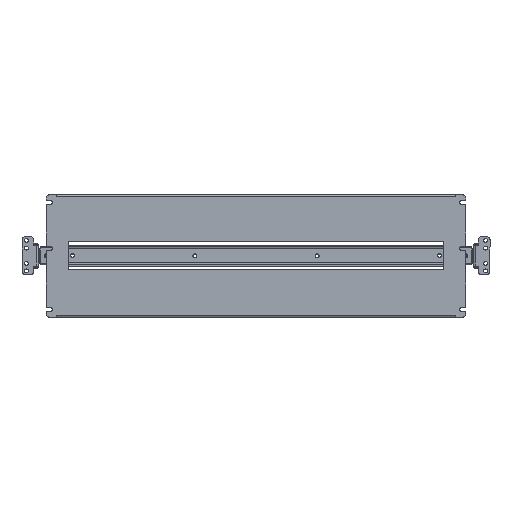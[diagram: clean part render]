
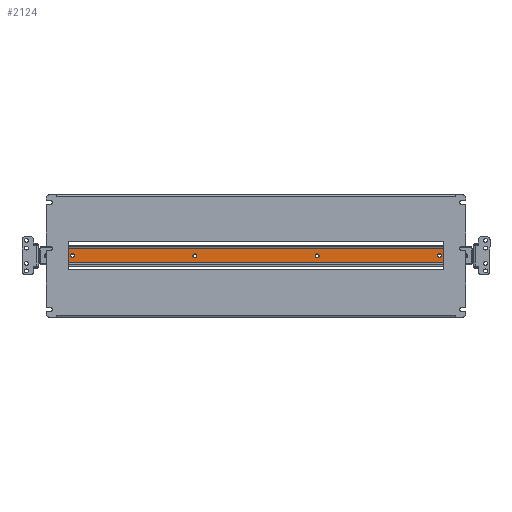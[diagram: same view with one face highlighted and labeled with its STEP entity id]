
A CAD part, top view. The second image highlights one B-rep face of the part: STEP entity #2124.
In plain terms, the highlighted planar face has unit normal (0, 0, 1).
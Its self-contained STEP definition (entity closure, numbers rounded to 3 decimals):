
#9 = EDGE_CURVE ( 'NONE', #1015, #17464, #23159, .T. ) ;
#467 = CIRCLE ( 'NONE', #18108, 3.1 ) ;
#583 = CARTESIAN_POINT ( 'NONE',  ( -325., -13., -61.3 ) ) ;
#809 = CARTESIAN_POINT ( 'NONE',  ( -100., -2.6, -61.3 ) ) ;
#889 = CARTESIAN_POINT ( 'NONE',  ( 325., -11.2, -61.3 ) ) ;
#1015 = VERTEX_POINT ( 'NONE', #889 ) ;
#2124 = ADVANCED_FACE ( 'NONE', ( #6492, #13170, #24327, #16032, #18253 ), #8886, .F. ) ;
#2283 = ORIENTED_EDGE ( 'NONE', *, *, #8747, .F. ) ;
#2303 = DIRECTION ( 'NONE',  ( 0., 0., 1. ) ) ;
#2763 = EDGE_CURVE ( 'NONE', #18529, #4367, #14689, .T. ) ;
#2872 = DIRECTION ( 'NONE',  ( 0., 0., -1. ) ) ;
#2891 = CARTESIAN_POINT ( 'NONE',  ( 100., 3.6, -61.3 ) ) ;
#3003 = CARTESIAN_POINT ( 'NONE',  ( 325., 12.2, -61.3 ) ) ;
#3033 = AXIS2_PLACEMENT_3D ( 'NONE', #13233, #2872, #9132 ) ;
#3525 = DIRECTION ( 'NONE',  ( 0., -1., 0. ) ) ;
#3918 = AXIS2_PLACEMENT_3D ( 'NONE', #22249, #26353, #14139 ) ;
#4160 = EDGE_LOOP ( 'NONE', ( #11673, #13193 ) ) ;
#4225 = DIRECTION ( 'NONE',  ( 0., -1., 0. ) ) ;
#4256 = EDGE_CURVE ( 'NONE', #22245, #17464, #13222, .T. ) ;
#4367 = VERTEX_POINT ( 'NONE', #17211 ) ;
#5011 = LINE ( 'NONE', #18442, #18031 ) ;
#6405 = CIRCLE ( 'NONE', #20802, 3.1 ) ;
#6492 = FACE_BOUND ( 'NONE', #24758, .T. ) ;
#6578 = VERTEX_POINT ( 'NONE', #6615 ) ;
#6615 = CARTESIAN_POINT ( 'NONE',  ( -300., -2.6, -61.3 ) ) ;
#7007 = DIRECTION ( 'NONE',  ( 0., 0., 1. ) ) ;
#7083 = DIRECTION ( 'NONE',  ( 0., 0., 1. ) ) ;
#7182 = VERTEX_POINT ( 'NONE', #16895 ) ;
#7256 = VERTEX_POINT ( 'NONE', #23233 ) ;
#7584 = DIRECTION ( 'NONE',  ( 0., 0., 1. ) ) ;
#8199 = CARTESIAN_POINT ( 'NONE',  ( 325., -11.2, -61.3 ) ) ;
#8747 = EDGE_CURVE ( 'NONE', #22543, #21582, #12061, .T. ) ;
#8835 = DIRECTION ( 'NONE',  ( -1., 0., 0. ) ) ;
#8886 = PLANE ( 'NONE',  #3033 ) ;
#9059 = CIRCLE ( 'NONE', #18611, 3.1 ) ;
#9132 = DIRECTION ( 'NONE',  ( 0., 1., 0. ) ) ;
#9214 = VERTEX_POINT ( 'NONE', #18515 ) ;
#9612 = ORIENTED_EDGE ( 'NONE', *, *, #26383, .F. ) ;
#10538 = DIRECTION ( 'NONE',  ( 0., -1., 0. ) ) ;
#10547 = CIRCLE ( 'NONE', #23032, 3.1 ) ;
#10873 = AXIS2_PLACEMENT_3D ( 'NONE', #11410, #7584, #15692 ) ;
#10876 = DIRECTION ( 'NONE',  ( 0., -1., 0. ) ) ;
#11171 = ORIENTED_EDGE ( 'NONE', *, *, #2763, .F. ) ;
#11410 = CARTESIAN_POINT ( 'NONE',  ( -100., 0.5, -61.3 ) ) ;
#11482 = CIRCLE ( 'NONE', #3918, 3.1 ) ;
#11673 = ORIENTED_EDGE ( 'NONE', *, *, #14559, .F. ) ;
#12061 = CIRCLE ( 'NONE', #22271, 3.1 ) ;
#13170 = FACE_BOUND ( 'NONE', #14281, .T. ) ;
#13193 = ORIENTED_EDGE ( 'NONE', *, *, #14730, .F. ) ;
#13222 = LINE ( 'NONE', #583, #18644 ) ;
#13233 = CARTESIAN_POINT ( 'NONE',  ( 325., -13., -61.3 ) ) ;
#13309 = DIRECTION ( 'NONE',  ( 0., -1., 0. ) ) ;
#13629 = ORIENTED_EDGE ( 'NONE', *, *, #16262, .T. ) ;
#13939 = EDGE_LOOP ( 'NONE', ( #24563, #2283 ) ) ;
#14139 = DIRECTION ( 'NONE',  ( 0., -1., 0. ) ) ;
#14281 = EDGE_LOOP ( 'NONE', ( #26144, #19047 ) ) ;
#14559 = EDGE_CURVE ( 'NONE', #7256, #15456, #23784, .T. ) ;
#14689 = CIRCLE ( 'NONE', #10873, 3.1 ) ;
#14709 = VECTOR ( 'NONE', #8835, 1000. ) ;
#14730 = EDGE_CURVE ( 'NONE', #15456, #7256, #9059, .T. ) ;
#15138 = EDGE_CURVE ( 'NONE', #9214, #6578, #467, .T. ) ;
#15456 = VERTEX_POINT ( 'NONE', #2891 ) ;
#15692 = DIRECTION ( 'NONE',  ( 0., -1., 0. ) ) ;
#15863 = CARTESIAN_POINT ( 'NONE',  ( -300., 0.5, -61.3 ) ) ;
#16032 = FACE_BOUND ( 'NONE', #4160, .T. ) ;
#16262 = EDGE_CURVE ( 'NONE', #7182, #22245, #23636, .T. ) ;
#16895 = CARTESIAN_POINT ( 'NONE',  ( 325., 12.2, -61.3 ) ) ;
#17211 = CARTESIAN_POINT ( 'NONE',  ( -100., 3.6, -61.3 ) ) ;
#17464 = VERTEX_POINT ( 'NONE', #23927 ) ;
#17805 = ORIENTED_EDGE ( 'NONE', *, *, #9, .F. ) ;
#17925 = DIRECTION ( 'NONE',  ( 0., 0., 1. ) ) ;
#17988 = DIRECTION ( 'NONE',  ( 0., 0., 1. ) ) ;
#18031 = VECTOR ( 'NONE', #4225, 1000. ) ;
#18108 = AXIS2_PLACEMENT_3D ( 'NONE', #15863, #17988, #22019 ) ;
#18186 = DIRECTION ( 'NONE',  ( -1., 0., 0. ) ) ;
#18253 = FACE_BOUND ( 'NONE', #13939, .T. ) ;
#18330 = EDGE_LOOP ( 'NONE', ( #25452, #17805, #21687, #13629 ) ) ;
#18442 = CARTESIAN_POINT ( 'NONE',  ( 325., -13., -61.3 ) ) ;
#18515 = CARTESIAN_POINT ( 'NONE',  ( -300., 3.6, -61.3 ) ) ;
#18529 = VERTEX_POINT ( 'NONE', #809 ) ;
#18611 = AXIS2_PLACEMENT_3D ( 'NONE', #26139, #17925, #3525 ) ;
#18644 = VECTOR ( 'NONE', #10876, 1000. ) ;
#18733 = EDGE_CURVE ( 'NONE', #7182, #1015, #5011, .T. ) ;
#19047 = ORIENTED_EDGE ( 'NONE', *, *, #15138, .F. ) ;
#19457 = CARTESIAN_POINT ( 'NONE',  ( 300., 0.5, -61.3 ) ) ;
#20713 = CARTESIAN_POINT ( 'NONE',  ( 300., -2.6, -61.3 ) ) ;
#20802 = AXIS2_PLACEMENT_3D ( 'NONE', #19457, #7007, #13309 ) ;
#20871 = CARTESIAN_POINT ( 'NONE',  ( 300., 3.6, -61.3 ) ) ;
#21416 = DIRECTION ( 'NONE',  ( 0., -1., 0. ) ) ;
#21582 = VERTEX_POINT ( 'NONE', #20713 ) ;
#21687 = ORIENTED_EDGE ( 'NONE', *, *, #18733, .F. ) ;
#21992 = DIRECTION ( 'NONE',  ( 0., 0., 1. ) ) ;
#22019 = DIRECTION ( 'NONE',  ( 0., -1., 0. ) ) ;
#22245 = VERTEX_POINT ( 'NONE', #24137 ) ;
#22249 = CARTESIAN_POINT ( 'NONE',  ( -100., 0.5, -61.3 ) ) ;
#22271 = AXIS2_PLACEMENT_3D ( 'NONE', #22758, #2303, #10538 ) ;
#22543 = VERTEX_POINT ( 'NONE', #20871 ) ;
#22560 = EDGE_CURVE ( 'NONE', #21582, #22543, #6405, .T. ) ;
#22758 = CARTESIAN_POINT ( 'NONE',  ( 300., 0.5, -61.3 ) ) ;
#23032 = AXIS2_PLACEMENT_3D ( 'NONE', #26263, #21992, #24050 ) ;
#23159 = LINE ( 'NONE', #8199, #23803 ) ;
#23233 = CARTESIAN_POINT ( 'NONE',  ( 100., -2.6, -61.3 ) ) ;
#23636 = LINE ( 'NONE', #3003, #14709 ) ;
#23784 = CIRCLE ( 'NONE', #24752, 3.1 ) ;
#23803 = VECTOR ( 'NONE', #18186, 1000. ) ;
#23927 = CARTESIAN_POINT ( 'NONE',  ( -325., -11.2, -61.3 ) ) ;
#24050 = DIRECTION ( 'NONE',  ( 0., -1., 0. ) ) ;
#24137 = CARTESIAN_POINT ( 'NONE',  ( -325., 12.2, -61.3 ) ) ;
#24327 = FACE_OUTER_BOUND ( 'NONE', #18330, .T. ) ;
#24563 = ORIENTED_EDGE ( 'NONE', *, *, #22560, .F. ) ;
#24752 = AXIS2_PLACEMENT_3D ( 'NONE', #25616, #7083, #21416 ) ;
#24758 = EDGE_LOOP ( 'NONE', ( #11171, #9612 ) ) ;
#25452 = ORIENTED_EDGE ( 'NONE', *, *, #4256, .T. ) ;
#25616 = CARTESIAN_POINT ( 'NONE',  ( 100., 0.5, -61.3 ) ) ;
#26139 = CARTESIAN_POINT ( 'NONE',  ( 100., 0.5, -61.3 ) ) ;
#26144 = ORIENTED_EDGE ( 'NONE', *, *, #26317, .F. ) ;
#26263 = CARTESIAN_POINT ( 'NONE',  ( -300., 0.5, -61.3 ) ) ;
#26317 = EDGE_CURVE ( 'NONE', #6578, #9214, #10547, .T. ) ;
#26353 = DIRECTION ( 'NONE',  ( 0., 0., 1. ) ) ;
#26383 = EDGE_CURVE ( 'NONE', #4367, #18529, #11482, .T. ) ;
